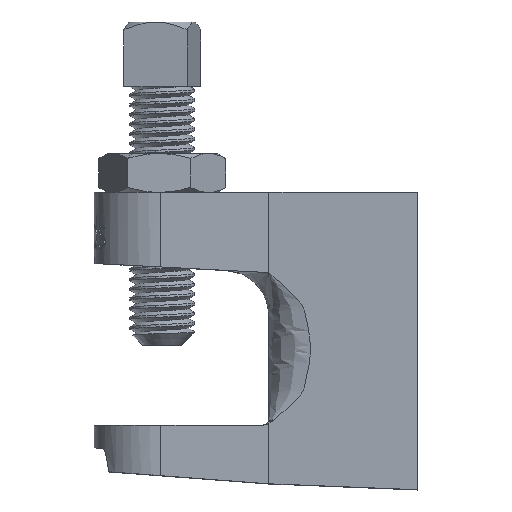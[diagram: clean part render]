
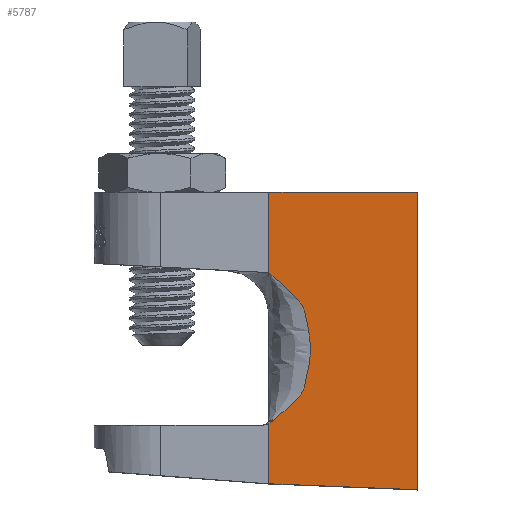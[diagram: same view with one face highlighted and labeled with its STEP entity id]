
A CAD part, top view. The second image highlights one B-rep face of the part: STEP entity #5787.
In plain terms, the highlighted planar face has unit normal (-0.083, 0, 0.997).
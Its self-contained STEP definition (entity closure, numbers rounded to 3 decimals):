
#36 = CARTESIAN_POINT ( 'NONE',  ( -9.556, 0.942, 10.912 ) ) ;
#54 = CARTESIAN_POINT ( 'NONE',  ( -9.589, 0.92, 10.909 ) ) ;
#137 = CARTESIAN_POINT ( 'NONE',  ( -9.578, 0.927, 10.91 ) ) ;
#157 = EDGE_LOOP ( 'NONE', ( #13999, #14036, #14079, #14150, #14198, #14356, #14402 ) ) ;
#222 = FACE_OUTER_BOUND ( 'NONE', #157, .T. ) ;
#233 = CARTESIAN_POINT ( 'NONE',  ( -9.548, 0.947, 10.913 ) ) ;
#343 = CARTESIAN_POINT ( 'NONE',  ( -9.562, 0.938, 10.912 ) ) ;
#362 = CARTESIAN_POINT ( 'NONE',  ( -4.54, 7.862, 11.33 ) ) ;
#502 = CARTESIAN_POINT ( 'NONE',  ( -9.547, 0.948, 10.913 ) ) ;
#612 = CARTESIAN_POINT ( 'NONE',  ( -9.537, 0.955, 10.914 ) ) ;
#679 = CARTESIAN_POINT ( 'NONE',  ( -9.492, 0.984, 10.917 ) ) ;
#785 = CARTESIAN_POINT ( 'NONE',  ( -9.468, 1., 10.919 ) ) ;
#1188 = CARTESIAN_POINT ( 'NONE',  ( -10.032, 0.605, 10.872 ) ) ;
#1343 = VERTEX_POINT ( 'NONE', #17534 ) ;
#1696 = CARTESIAN_POINT ( 'NONE',  ( -4.081, 11.792, 11.368 ) ) ;
#1742 = CARTESIAN_POINT ( 'NONE',  ( -10.5, 36., 10.833 ) ) ;
#1984 = CARTESIAN_POINT ( 'NONE',  ( -9.468, 1., 10.919 ) ) ;
#2903 = DIRECTION ( 'NONE',  ( 0., 1., 0. ) ) ;
#2905 = CARTESIAN_POINT ( 'NONE',  ( -10.5, -9.076, 10.833 ) ) ;
#2997 = CARTESIAN_POINT ( 'NONE',  ( -10.5, 12.862, 10.833 ) ) ;
#3018 = DIRECTION ( 'NONE',  ( 0., 1., 0. ) ) ;
#3017 = CARTESIAN_POINT ( 'NONE',  ( -4.54, 15.723, 11.33 ) ) ;
#3301 = CARTESIAN_POINT ( 'NONE',  ( -9.654, 0.876, 10.904 ) ) ;
#3345 = DIRECTION ( 'NONE',  ( 0., 1., 0. ) ) ;
#3361 = CARTESIAN_POINT ( 'NONE',  ( -10.101, 0.554, 10.867 ) ) ;
#3596 = CARTESIAN_POINT ( 'NONE',  ( -10.5, 0.269, 10.833 ) ) ;
#3705 = CARTESIAN_POINT ( 'NONE',  ( -10.36, 0.363, 10.845 ) ) ;
#3799 = CARTESIAN_POINT ( 'NONE',  ( -10.266, 0.431, 10.853 ) ) ;
#3822 = CARTESIAN_POINT ( 'NONE',  ( -10.004, 0.626, 10.875 ) ) ;
#3860 = CARTESIAN_POINT ( 'NONE',  ( -10.186, 0.491, 10.86 ) ) ;
#3922 = CARTESIAN_POINT ( 'NONE',  ( -10.337, 0.38, 10.847 ) ) ;
#3944 = CARTESIAN_POINT ( 'NONE',  ( -9.964, 0.655, 10.878 ) ) ;
#3948 = CARTESIAN_POINT ( 'NONE',  ( 12.5, -10., 12.75 ) ) ;
#4019 = CARTESIAN_POINT ( 'NONE',  ( -9.983, 0.642, 10.876 ) ) ;
#4189 = CARTESIAN_POINT ( 'NONE',  ( -9.687, 0.853, 10.901 ) ) ;
#4242 = CARTESIAN_POINT ( 'NONE',  ( -9.47, 0.999, 10.919 ) ) ;
#4253 = CARTESIAN_POINT ( 'NONE',  ( -9.909, 0.696, 10.883 ) ) ;
#4301 = CARTESIAN_POINT ( 'NONE',  ( -10.238, 0.452, 10.855 ) ) ;
#4337 = CARTESIAN_POINT ( 'NONE',  ( -5.457, 19.654, 11.254 ) ) ;
#4354 = CARTESIAN_POINT ( 'NONE',  ( -10.089, 0.563, 10.868 ) ) ;
#4414 = CARTESIAN_POINT ( 'NONE',  ( -10.231, 0.457, 10.856 ) ) ;
#4435 = CARTESIAN_POINT ( 'NONE',  ( -9.771, 0.795, 10.894 ) ) ;
#4473 = CARTESIAN_POINT ( 'NONE',  ( -10.351, 0.37, 10.846 ) ) ;
#4608 = CARTESIAN_POINT ( 'NONE',  ( -9.948, 0.668, 10.879 ) ) ;
#4628 = CARTESIAN_POINT ( 'NONE',  ( -9.72, 0.83, 10.898 ) ) ;
#4634 = CARTESIAN_POINT ( 'NONE',  ( -10.458, 0.296, 10.837 ) ) ;
#4670 = CARTESIAN_POINT ( 'NONE',  ( -10.071, 0.576, 10.869 ) ) ;
#4707 = CARTESIAN_POINT ( 'NONE',  ( -10.106, 0.55, 10.866 ) ) ;
#4844 = CARTESIAN_POINT ( 'NONE',  ( -9.833, 0.751, 10.889 ) ) ;
#4878 = LINE ( 'NONE', #3948, #6251 ) ;
#4986 = CARTESIAN_POINT ( 'NONE',  ( -10.301, 0.406, 10.85 ) ) ;
#5067 = CARTESIAN_POINT ( 'NONE',  ( -10.239, 0.451, 10.855 ) ) ;
#5093 = CARTESIAN_POINT ( 'NONE',  ( -10.239, 0.451, 10.855 ) ) ;
#5230 = CARTESIAN_POINT ( 'NONE',  ( -10.236, 0.454, 10.855 ) ) ;
#5501 = CARTESIAN_POINT ( 'NONE',  ( -10.415, 0.325, 10.84 ) ) ;
#5508 = CARTESIAN_POINT ( 'NONE',  ( -10.218, 0.467, 10.857 ) ) ;
#5595 = AXIS2_PLACEMENT_3D ( 'NONE', #16812, #16424, #16368 ) ;
#5626 = CARTESIAN_POINT ( 'NONE',  ( -10.363, 0.361, 10.845 ) ) ;
#5721 = CARTESIAN_POINT ( 'NONE',  ( -7.657, 2.632, 11.07 ) ) ;
#5778 = CARTESIAN_POINT ( 'NONE',  ( -10.5, 23.585, 10.833 ) ) ;
#5787 = ADVANCED_FACE ( 'NONE', ( #222 ), #16398, .F. ) ;
#6116 = CARTESIAN_POINT ( 'NONE',  ( -9.976, 0.647, 10.877 ) ) ;
#6251 = VECTOR ( 'NONE', #11036, 1000. ) ;
#6699 = CARTESIAN_POINT ( 'NONE',  ( -10.5, 23.585, 10.833 ) ) ;
#7311 = DIRECTION ( 'NONE',  ( 0.997, 0., 0.083 ) ) ;
#7769 = VECTOR ( 'NONE', #7311, 1000. ) ;
#7808 = LINE ( 'NONE', #1742, #7769 ) ;
#7851 = LINE ( 'NONE', #11278, #15559 ) ;
#8158 = LINE ( 'NONE', #2997, #17500 ) ;
#8529 = CARTESIAN_POINT ( 'NONE',  ( -4.998, 5.896, 11.292 ) ) ;
#8645 = LINE ( 'NONE', #14911, #16746 ) ;
#9043 = VERTEX_POINT ( 'NONE', #14738 ) ;
#9336 = VERTEX_POINT ( 'NONE', #6699 ) ;
#9838 = EDGE_CURVE ( 'NONE', #10403, #10722, #9943, .T. ) ;
#9943 = B_SPLINE_CURVE_WITH_KNOTS ( 'NONE', 3,
 ( #785, #4242, #679, #612, #502, #233, #36, #343, #137, #54, #16706, #3301, #4189, #12777, #4628, #4435, #4844, #4253, #4608, #3944, #6116, #4019, #3822, #1188, #4670, #4354, #3361, #4707, #11173, #3860, #5508, #4414, #5230, #4301, #5067, #5093, #3799, #4986, #3922, #4473, #3705, #5626, #5501, #4634, #3596 ),
 .UNSPECIFIED., .F., .F.,
 ( 4, 1, 2, 2, 2, 2, 1, 2, 2, 1, 1, 1, 2, 2, 1, 1, 2, 2, 1, 1, 1, 1, 2, 2, 1, 1, 2, 2, 4 ),
 ( 0., 0.062, 0.07, 0.078, 0.094, 0.125, 0.187, 0.219, 0.25, 0.375, 0.437, 0.469, 0.484, 0.5, 0.562, 0.594, 0.609, 0.625, 0.687, 0.719, 0.734, 0.742, 0.746, 0.75, 0.812, 0.844, 0.859, 0.875, 1. ),
 .UNSPECIFIED. ) ;
#9947 = CARTESIAN_POINT ( 'NONE',  ( -4.081, 9.827, 11.368 ) ) ;
#10140 = CARTESIAN_POINT ( 'NONE',  ( 12.5, -10., 12.75 ) ) ;
#10403 = VERTEX_POINT ( 'NONE', #16893 ) ;
#10722 = VERTEX_POINT ( 'NONE', #14293 ) ;
#11036 = DIRECTION ( 'NONE',  ( -0.996, 0.04, -0.083 ) ) ;
#11173 = CARTESIAN_POINT ( 'NONE',  ( -10.146, 0.52, 10.863 ) ) ;
#11278 = CARTESIAN_POINT ( 'NONE',  ( 12.5, 13., 12.75 ) ) ;
#11399 = CARTESIAN_POINT ( 'NONE',  ( -4.081, 13.758, 11.368 ) ) ;
#12777 = CARTESIAN_POINT ( 'NONE',  ( -9.708, 0.838, 10.899 ) ) ;
#12881 = CARTESIAN_POINT ( 'NONE',  ( -4.998, 17.689, 11.292 ) ) ;
#13859 = EDGE_CURVE ( 'NONE', #15542, #10722, #8645, .T. ) ;
#13960 = EDGE_CURVE ( 'NONE', #9336, #1343, #8158, .T. ) ;
#13999 = ORIENTED_EDGE ( 'NONE', *, *, #14063, .F. ) ;
#14032 = EDGE_CURVE ( 'NONE', #14166, #9043, #7851, .T. ) ;
#14036 = ORIENTED_EDGE ( 'NONE', *, *, #9838, .T. ) ;
#14063 = EDGE_CURVE ( 'NONE', #10403, #9336, #14277, .T. ) ;
#14079 = ORIENTED_EDGE ( 'NONE', *, *, #13859, .F. ) ;
#14150 = ORIENTED_EDGE ( 'NONE', *, *, #15363, .F. ) ;
#14154 = EDGE_CURVE ( 'NONE', #1343, #9043, #7808, .T. ) ;
#14166 = VERTEX_POINT ( 'NONE', #10140 ) ;
#14198 = ORIENTED_EDGE ( 'NONE', *, *, #14032, .T. ) ;
#14277 = B_SPLINE_CURVE_WITH_KNOTS ( 'NONE', 3,
 ( #1984, #5721, #16970, #8529, #362, #9947, #1696, #11399, #3017, #12881, #4337, #14310, #5778 ),
 .UNSPECIFIED., .F., .F.,
 ( 4, 3, 3, 3, 4 ),
 ( 0., 0.217, 0.478, 0.739, 1. ),
 .UNSPECIFIED. ) ;
#14293 = CARTESIAN_POINT ( 'NONE',  ( -10.5, 0.269, 10.833 ) ) ;
#14310 = CARTESIAN_POINT ( 'NONE',  ( -8.666, 21.62, 10.986 ) ) ;
#14356 = ORIENTED_EDGE ( 'NONE', *, *, #14154, .F. ) ;
#14402 = ORIENTED_EDGE ( 'NONE', *, *, #13960, .F. ) ;
#14738 = CARTESIAN_POINT ( 'NONE',  ( 12.5, 36., 12.75 ) ) ;
#14911 = CARTESIAN_POINT ( 'NONE',  ( -10.5, 12.862, 10.833 ) ) ;
#15363 = EDGE_CURVE ( 'NONE', #14166, #15542, #4878, .T. ) ;
#15542 = VERTEX_POINT ( 'NONE', #2905 ) ;
#15559 = VECTOR ( 'NONE', #2903, 1000. ) ;
#16368 = DIRECTION ( 'NONE',  ( -0.997, 0., -0.083 ) ) ;
#16398 = PLANE ( 'NONE',  #5595 ) ;
#16424 = DIRECTION ( 'NONE',  ( 0.083, 0., -0.997 ) ) ;
#16706 = CARTESIAN_POINT ( 'NONE',  ( -9.622, 0.898, 10.907 ) ) ;
#16746 = VECTOR ( 'NONE', #3345, 1000. ) ;
#16812 = CARTESIAN_POINT ( 'NONE',  ( 12.5, -10.276, 12.75 ) ) ;
#16893 = CARTESIAN_POINT ( 'NONE',  ( -9.468, 1., 10.919 ) ) ;
#16970 = CARTESIAN_POINT ( 'NONE',  ( -5.379, 4.264, 11.26 ) ) ;
#17500 = VECTOR ( 'NONE', #3018, 1000. ) ;
#17534 = CARTESIAN_POINT ( 'NONE',  ( -10.5, 36., 10.833 ) ) ;
